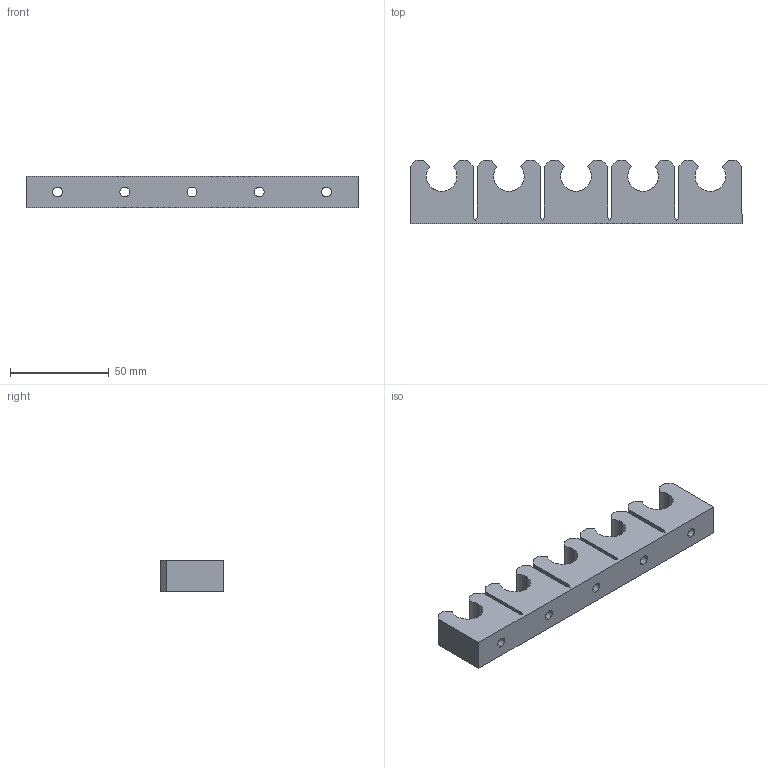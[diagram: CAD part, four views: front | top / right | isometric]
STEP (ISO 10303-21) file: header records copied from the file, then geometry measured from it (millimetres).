
FILE_DESCRIPTION (( 'STEP AP214' ), '1' );
FILE_NAME ('52291 Rohrklemme PE d16.step', '2008-04-22T22:21:45', ( '' ), ( '' ), 'SwSTEP 2.0', 'SolidWorks 2008', '' );
FILE_SCHEMA (( 'AUTOMOTIVE_DESIGN' ));
Length unit declared in the file: millimetre
Products named in the file (1): 52291 Rohrklemme PE d16
Bounding box: 168 x 32 x 16 mm (x, y, z)
Volume: 60957.2 mm3; surface area: 21582.7 mm2
Topology: 1 solids, 1 shells, 96 faces, 262 edges, 168 vertices
Faces by surface type: plane 51, cylinder 35, cone 10
Entity records: 3429 total; most frequent: CARTESIAN_POINT 927, ORIENTED_EDGE 524, DIRECTION 506, EDGE_CURVE 262, VECTOR 192, LINE 192, VERTEX_POINT 168, AXIS2_PLACEMENT_3D 157
